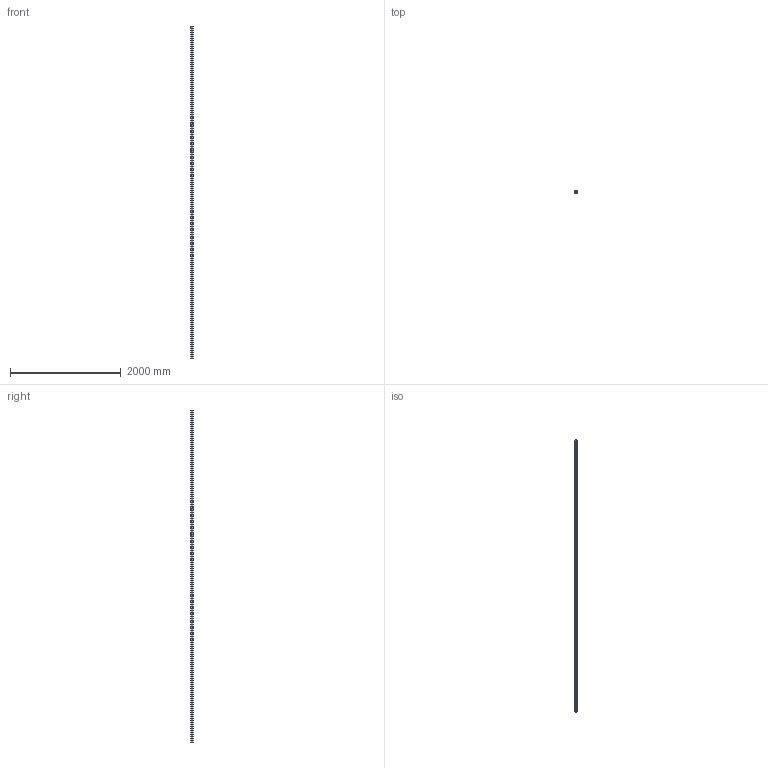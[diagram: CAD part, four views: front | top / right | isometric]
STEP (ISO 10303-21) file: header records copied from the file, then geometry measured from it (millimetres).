
FILE_DESCRIPTION (( 'STEP AP203' ), '1' );
FILE_NAME ('55401-240.STEP', '2016-03-24T09:30:58', ( '' ), ( '' ), 'SwSTEP 2.0', 'SolidWorks 2015', '' );
FILE_SCHEMA (( 'CONFIG_CONTROL_DESIGN' ));
Length unit declared in the file: millimetre
Products named in the file (1): 55401-240
Bounding box: 40 x 40 x 6000 mm (x, y, z)
Volume: 1803397.7 mm3; surface area: 1804008.8 mm2
Topology: 1 solids, 1 shells, 234 faces, 624 edges, 416 vertices
Faces by surface type: plane 142, bspline 88, cylinder 4
Entity records: 12273 total; most frequent: CARTESIAN_POINT 6947, ORIENTED_EDGE 1248, DIRECTION 750, EDGE_CURVE 624, VECTOR 440, LINE 440, VERTEX_POINT 416, EDGE_LOOP 260
